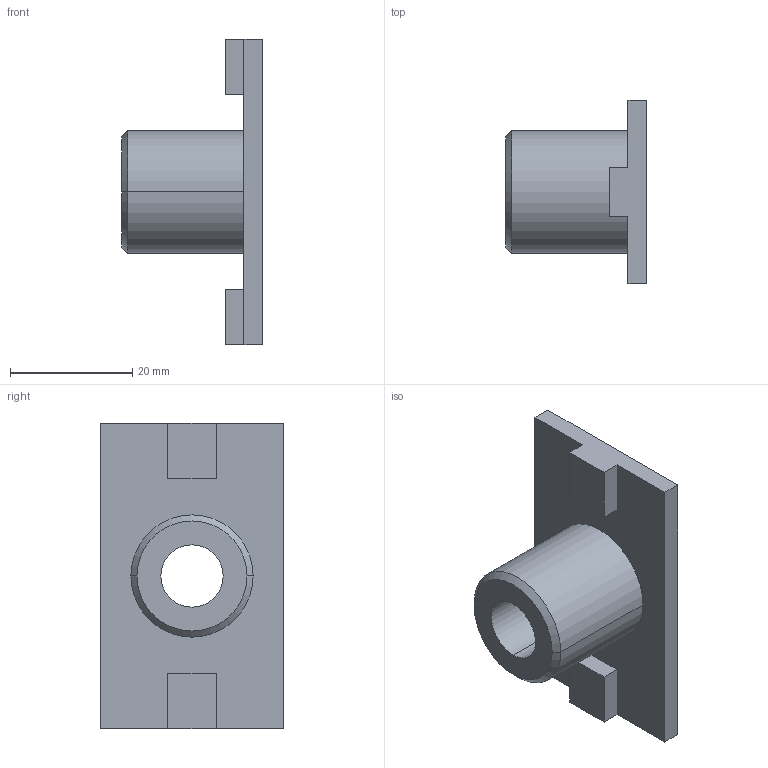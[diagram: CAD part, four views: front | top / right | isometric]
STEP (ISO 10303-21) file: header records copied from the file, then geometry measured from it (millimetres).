
FILE_DESCRIPTION (( 'STEP AP203' ), '1' );
FILE_NAME ('F0862-400-002.STEP', '2023-11-14T12:41:09', ( '' ), ( '' ), 'SwSTEP 2.0', 'SolidWorks 2021', '' );
FILE_SCHEMA (( 'CONFIG_CONTROL_DESIGN' ));
Length unit declared in the file: millimetre
Products named in the file (1): F0862-400-002
Bounding box: 23 x 30 x 50 mm (x, y, z)
Volume: 9305.4 mm3; surface area: 5476.1 mm2
Topology: 1 solids, 1 shells, 21 faces, 52 edges, 34 vertices
Faces by surface type: plane 15, cylinder 4, cone 2
Entity records: 701 total; most frequent: CARTESIAN_POINT 108, DIRECTION 106, ORIENTED_EDGE 104, EDGE_CURVE 52, VECTOR 42, LINE 42, VERTEX_POINT 34, AXIS2_PLACEMENT_3D 32
